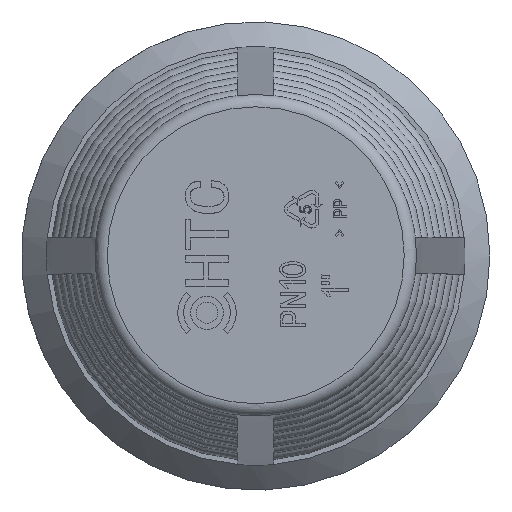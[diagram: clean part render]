
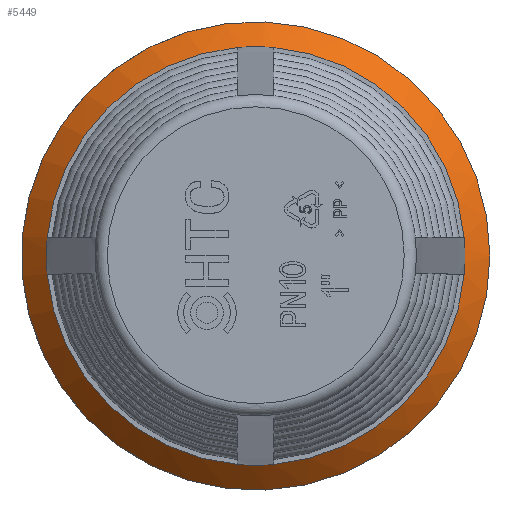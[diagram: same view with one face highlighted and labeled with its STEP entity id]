
A CAD part, top view. The second image highlights one B-rep face of the part: STEP entity #5449.
In plain terms, the highlighted conical face has half-angle 45.707 degrees and reference radius 17.2 mm.
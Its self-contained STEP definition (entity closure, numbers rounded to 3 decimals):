
#5415=CONICAL_SURFACE('',#21002,17.2,45.707);
#5449=ADVANCED_FACE('',(#7584,#7585),#5415,.T.);
#7006=CIRCLE('',#20960,17.2);
#7008=CIRCLE('',#20963,17.2);
#7010=CIRCLE('',#20966,17.2);
#7012=CIRCLE('',#20969,17.2);
#7021=CIRCLE('',#20988,17.2);
#7022=CIRCLE('',#20990,17.2);
#7023=CIRCLE('',#20992,17.2);
#7026=CIRCLE('',#20997,19.25);
#7028=CIRCLE('',#21001,17.2);
#7584=FACE_BOUND('',#7696,.T.);
#7585=FACE_BOUND('',#7697,.T.);
#7696=EDGE_LOOP('',(#9305));
#7697=EDGE_LOOP('',(#9306,#9307,#9308,#9309,#9310,#9311,#9312,#9313));
#9305=ORIENTED_EDGE('',*,*,#15557,.T.);
#9306=ORIENTED_EDGE('',*,*,#15565,.F.);
#9307=ORIENTED_EDGE('',*,*,#15469,.F.);
#9308=ORIENTED_EDGE('',*,*,#15550,.F.);
#9309=ORIENTED_EDGE('',*,*,#15486,.F.);
#9310=ORIENTED_EDGE('',*,*,#15547,.F.);
#9311=ORIENTED_EDGE('',*,*,#15433,.F.);
#9312=ORIENTED_EDGE('',*,*,#15543,.F.);
#9313=ORIENTED_EDGE('',*,*,#15451,.F.);
#13871=VERTEX_POINT('',#27067);
#13872=VERTEX_POINT('',#27069);
#13889=VERTEX_POINT('',#27156);
#13890=VERTEX_POINT('',#27158);
#13907=VERTEX_POINT('',#27245);
#13908=VERTEX_POINT('',#27247);
#13924=VERTEX_POINT('',#27329);
#13925=VERTEX_POINT('',#27331);
#13962=VERTEX_POINT('',#27880);
#15433=EDGE_CURVE('',#13871,#13872,#7006,.T.);
#15451=EDGE_CURVE('',#13889,#13890,#7008,.T.);
#15469=EDGE_CURVE('',#13907,#13908,#7010,.T.);
#15486=EDGE_CURVE('',#13924,#13925,#7012,.T.);
#15543=EDGE_CURVE('',#13890,#13871,#7021,.T.);
#15547=EDGE_CURVE('',#13872,#13924,#7022,.T.);
#15550=EDGE_CURVE('',#13925,#13907,#7023,.T.);
#15557=EDGE_CURVE('',#13962,#13962,#7026,.T.);
#15565=EDGE_CURVE('',#13908,#13889,#7028,.T.);
#20960=AXIS2_PLACEMENT_3D('',#27068,#22454,#22455);
#20963=AXIS2_PLACEMENT_3D('',#27157,#22460,#22461);
#20966=AXIS2_PLACEMENT_3D('',#27246,#22466,#22467);
#20969=AXIS2_PLACEMENT_3D('',#27330,#22472,#22473);
#20988=AXIS2_PLACEMENT_3D('',#27815,#22526,#22527);
#20990=AXIS2_PLACEMENT_3D('',#27820,#22533,#22534);
#20992=AXIS2_PLACEMENT_3D('',#27824,#22539,#22540);
#20997=AXIS2_PLACEMENT_3D('',#27879,#22550,#22551);
#21001=AXIS2_PLACEMENT_3D('',#28038,#22558,#22559);
#21002=AXIS2_PLACEMENT_3D('',#28039,#22560,#22561);
#22454=DIRECTION('',(0.,0.,1.));
#22455=DIRECTION('',(-1.,0.,0.));
#22460=DIRECTION('',(0.,0.,1.));
#22461=DIRECTION('',(0.,1.,0.));
#22466=DIRECTION('',(0.,0.,1.));
#22467=DIRECTION('',(1.,0.,0.));
#22472=DIRECTION('',(0.,0.,1.));
#22473=DIRECTION('',(0.,-1.,0.));
#22526=DIRECTION('',(0.,0.,1.));
#22527=DIRECTION('',(-1.,0.,0.));
#22533=DIRECTION('',(0.,0.,1.));
#22534=DIRECTION('',(-1.,0.,0.));
#22539=DIRECTION('',(0.,0.,1.));
#22540=DIRECTION('',(-1.,0.,0.));
#22550=DIRECTION('',(0.,0.,1.));
#22551=DIRECTION('',(1.,0.,0.));
#22558=DIRECTION('',(0.,0.,1.));
#22559=DIRECTION('',(-1.,0.,0.));
#22560=DIRECTION('',(0.,0.,-1.));
#22561=DIRECTION('',(-1.,0.,0.));
#27067=CARTESIAN_POINT('',(17.134,-1.5,-9.15));
#27068=CARTESIAN_POINT('',(0.,0.,-9.15));
#27069=CARTESIAN_POINT('',(17.134,1.5,-9.15));
#27156=CARTESIAN_POINT('',(-1.5,-17.134,-9.15));
#27157=CARTESIAN_POINT('',(0.,0.,-9.15));
#27158=CARTESIAN_POINT('',(1.5,-17.134,-9.15));
#27245=CARTESIAN_POINT('',(-17.134,1.5,-9.15));
#27246=CARTESIAN_POINT('',(0.,0.,-9.15));
#27247=CARTESIAN_POINT('',(-17.134,-1.5,-9.15));
#27329=CARTESIAN_POINT('',(1.5,17.134,-9.15));
#27330=CARTESIAN_POINT('',(0.,0.,-9.15));
#27331=CARTESIAN_POINT('',(-1.5,17.134,-9.15));
#27815=CARTESIAN_POINT('',(0.,0.,-9.15));
#27820=CARTESIAN_POINT('',(0.,0.,-9.15));
#27824=CARTESIAN_POINT('',(0.,0.,-9.15));
#27879=CARTESIAN_POINT('',(0.,0.,-11.15));
#27880=CARTESIAN_POINT('',(19.25,0.,-11.15));
#28038=CARTESIAN_POINT('',(0.,0.,-9.15));
#28039=CARTESIAN_POINT('',(0.,0.,-9.15));
